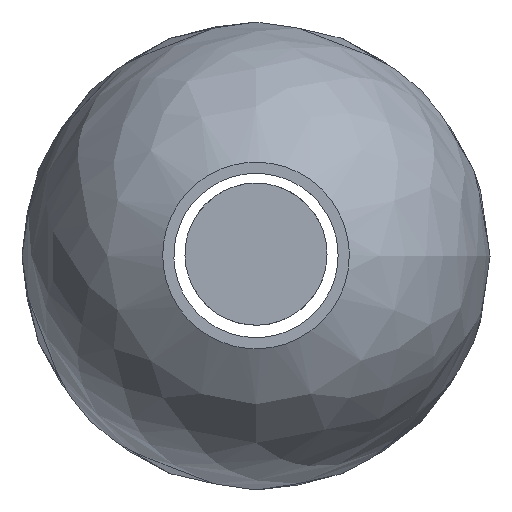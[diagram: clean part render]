
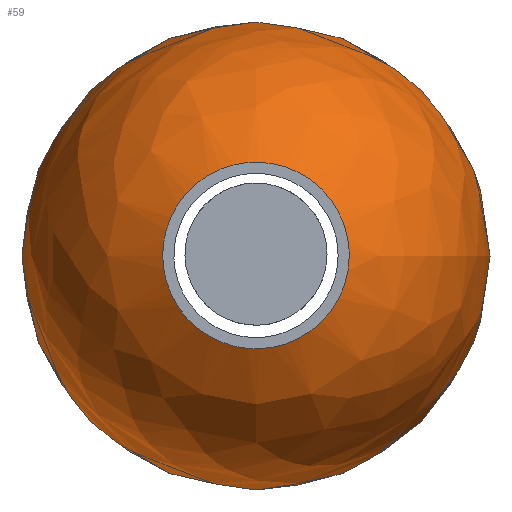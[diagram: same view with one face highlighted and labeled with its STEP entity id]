
A CAD part, top view. The second image highlights one B-rep face of the part: STEP entity #59.
In plain terms, the highlighted free-form (B-spline) face has degree [2, 3] with [9, 8] control points.
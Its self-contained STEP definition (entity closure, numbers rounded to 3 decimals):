
#12=B_SPLINE_CURVE_WITH_KNOTS('',3,(#697,#698,#699,#700,#701,#702,#703,
#704),.UNSPECIFIED.,.F.,.F.,(4,1,1,1,1,4),(971.841,972.841,
973.841,974.841,975.841,976.841),
 .UNSPECIFIED.);
#59=ADVANCED_FACE('',(#72),#183,.T.);
#72=FACE_OUTER_BOUND('',#85,.T.);
#85=EDGE_LOOP('',(#107,#108,#109,#110));
#107=ORIENTED_EDGE('',*,*,#150,.T.);
#108=ORIENTED_EDGE('',*,*,#141,.T.);
#109=ORIENTED_EDGE('',*,*,#139,.F.);
#110=ORIENTED_EDGE('',*,*,#141,.F.);
#139=EDGE_CURVE('',#170,#170,#159,.T.);
#141=EDGE_CURVE('',#171,#170,#12,.T.);
#150=EDGE_CURVE('',#171,#171,#164,.T.);
#159=(
BOUNDED_CURVE()
B_SPLINE_CURVE(2,(#686,#687,#688,#689,#690,#691,#692,#693,#694),
 .UNSPECIFIED.,.T.,.F.)
B_SPLINE_CURVE_WITH_KNOTS((3,2,2,2,3),(0.,279.936,559.872,
839.808,1119.744),.UNSPECIFIED.)
CURVE()
GEOMETRIC_REPRESENTATION_ITEM()
RATIONAL_B_SPLINE_CURVE((1.,0.707,1.,0.707,1.,0.707,
1.,0.707,1.))
REPRESENTATION_ITEM('')
);
#164=(
BOUNDED_CURVE()
B_SPLINE_CURVE(2,(#768,#769,#770,#771,#772,#773,#774,#775,#776),
 .UNSPECIFIED.,.T.,.F.)
B_SPLINE_CURVE_WITH_KNOTS((3,2,2,2,3),(0.,279.936,559.872,
839.808,1119.744),.UNSPECIFIED.)
CURVE()
GEOMETRIC_REPRESENTATION_ITEM()
RATIONAL_B_SPLINE_CURVE((1.,0.707,1.,0.707,1.,0.707,
1.,0.707,1.))
REPRESENTATION_ITEM('')
);
#170=VERTEX_POINT('',#680);
#171=VERTEX_POINT('',#681);
#183=(
BOUNDED_SURFACE()
B_SPLINE_SURFACE(2,3,((#347,#348,#349,#350,#351,#352,#353,#354),(#355,#356,
#357,#358,#359,#360,#361,#362),(#363,#364,#365,#366,#367,#368,#369,#370),
(#371,#372,#373,#374,#375,#376,#377,#378),(#379,#380,#381,#382,#383,#384,
#385,#386),(#387,#388,#389,#390,#391,#392,#393,#394),(#395,#396,#397,#398,
#399,#400,#401,#402),(#403,#404,#405,#406,#407,#408,#409,#410),(#411,#412,
#413,#414,#415,#416,#417,#418)),.UNSPECIFIED.,.T.,.F.,.F.)
B_SPLINE_SURFACE_WITH_KNOTS((3,2,2,2,3),(4,1,1,1,1,4),(0.,279.936,
559.872,839.808,1119.744),(971.841,972.841,
973.841,974.841,975.841,976.841),
 .UNSPECIFIED.)
GEOMETRIC_REPRESENTATION_ITEM()
RATIONAL_B_SPLINE_SURFACE(((1.,1.,1.,1.,1.,1.,1.,1.),(0.707,
0.707,0.707,0.707,0.707,
0.707,0.707,0.707),(1.,1.,1.,1.,1.,
1.,1.,1.),(0.707,0.707,0.707,0.707,
0.707,0.707,0.707,0.707),
(1.,1.,1.,1.,1.,1.,1.,1.),(0.707,0.707,0.707,
0.707,0.707,0.707,0.707,
0.707),(1.,1.,1.,1.,1.,1.,1.,1.),(0.707,0.707,
0.707,0.707,0.707,0.707,
0.707,0.707),(1.,1.,1.,1.,1.,1.,1.,1.)))
REPRESENTATION_ITEM('')
SURFACE()
);
#347=CARTESIAN_POINT('',(75.033,0.,411.8));
#348=CARTESIAN_POINT('',(109.711,0.,397.115));
#349=CARTESIAN_POINT('',(158.704,0.,349.545));
#350=CARTESIAN_POINT('',(183.772,0.,264.332));
#351=CARTESIAN_POINT('',(190.052,0.,174.72));
#352=CARTESIAN_POINT('',(185.175,0.,86.742));
#353=CARTESIAN_POINT('',(175.654,0.,28.615));
#354=CARTESIAN_POINT('',(168.996,0.,0.));
#355=CARTESIAN_POINT('',(75.033,-75.033,411.8));
#356=CARTESIAN_POINT('',(109.711,-109.711,397.115));
#357=CARTESIAN_POINT('',(158.704,-158.704,349.545));
#358=CARTESIAN_POINT('',(183.772,-183.772,264.332));
#359=CARTESIAN_POINT('',(190.052,-190.052,174.72));
#360=CARTESIAN_POINT('',(185.175,-185.175,86.742));
#361=CARTESIAN_POINT('',(175.654,-175.654,28.615));
#362=CARTESIAN_POINT('',(168.996,-168.996,0.));
#363=CARTESIAN_POINT('',(0.,-75.033,411.8));
#364=CARTESIAN_POINT('',(0.,-109.711,397.115));
#365=CARTESIAN_POINT('',(0.,-158.704,349.545));
#366=CARTESIAN_POINT('',(0.,-183.772,264.332));
#367=CARTESIAN_POINT('',(0.,-190.052,174.72));
#368=CARTESIAN_POINT('',(0.,-185.175,86.742));
#369=CARTESIAN_POINT('',(0.,-175.654,28.615));
#370=CARTESIAN_POINT('',(0.,-168.996,0.));
#371=CARTESIAN_POINT('',(-75.033,-75.033,411.8));
#372=CARTESIAN_POINT('',(-109.711,-109.711,397.115));
#373=CARTESIAN_POINT('',(-158.704,-158.704,349.545));
#374=CARTESIAN_POINT('',(-183.772,-183.772,264.332));
#375=CARTESIAN_POINT('',(-190.052,-190.052,174.72));
#376=CARTESIAN_POINT('',(-185.175,-185.175,86.742));
#377=CARTESIAN_POINT('',(-175.654,-175.654,28.615));
#378=CARTESIAN_POINT('',(-168.996,-168.996,0.));
#379=CARTESIAN_POINT('',(-75.033,0.,411.8));
#380=CARTESIAN_POINT('',(-109.711,0.,397.115));
#381=CARTESIAN_POINT('',(-158.704,0.,349.545));
#382=CARTESIAN_POINT('',(-183.772,0.,264.332));
#383=CARTESIAN_POINT('',(-190.052,0.,174.72));
#384=CARTESIAN_POINT('',(-185.175,0.,86.742));
#385=CARTESIAN_POINT('',(-175.654,0.,28.615));
#386=CARTESIAN_POINT('',(-168.996,0.,0.));
#387=CARTESIAN_POINT('',(-75.033,75.033,411.8));
#388=CARTESIAN_POINT('',(-109.711,109.711,397.115));
#389=CARTESIAN_POINT('',(-158.704,158.704,349.545));
#390=CARTESIAN_POINT('',(-183.772,183.772,264.332));
#391=CARTESIAN_POINT('',(-190.052,190.052,174.72));
#392=CARTESIAN_POINT('',(-185.175,185.175,86.742));
#393=CARTESIAN_POINT('',(-175.654,175.654,28.615));
#394=CARTESIAN_POINT('',(-168.996,168.996,0.));
#395=CARTESIAN_POINT('',(0.,75.033,411.8));
#396=CARTESIAN_POINT('',(0.,109.711,397.115));
#397=CARTESIAN_POINT('',(0.,158.704,349.545));
#398=CARTESIAN_POINT('',(0.,183.772,264.332));
#399=CARTESIAN_POINT('',(0.,190.052,174.72));
#400=CARTESIAN_POINT('',(0.,185.175,86.742));
#401=CARTESIAN_POINT('',(0.,175.654,28.615));
#402=CARTESIAN_POINT('',(0.,168.996,0.));
#403=CARTESIAN_POINT('',(75.033,75.033,411.8));
#404=CARTESIAN_POINT('',(109.711,109.711,397.115));
#405=CARTESIAN_POINT('',(158.704,158.704,349.545));
#406=CARTESIAN_POINT('',(183.772,183.772,264.332));
#407=CARTESIAN_POINT('',(190.052,190.052,174.72));
#408=CARTESIAN_POINT('',(185.175,185.175,86.742));
#409=CARTESIAN_POINT('',(175.654,175.654,28.615));
#410=CARTESIAN_POINT('',(168.996,168.996,0.));
#411=CARTESIAN_POINT('',(75.033,0.,411.8));
#412=CARTESIAN_POINT('',(109.711,0.,397.115));
#413=CARTESIAN_POINT('',(158.704,0.,349.545));
#414=CARTESIAN_POINT('',(183.772,0.,264.332));
#415=CARTESIAN_POINT('',(190.052,0.,174.72));
#416=CARTESIAN_POINT('',(185.175,0.,86.742));
#417=CARTESIAN_POINT('',(175.654,0.,28.615));
#418=CARTESIAN_POINT('',(168.996,0.,0.));
#680=CARTESIAN_POINT('',(168.996,0.,0.));
#681=CARTESIAN_POINT('',(75.033,0.,411.8));
#686=CARTESIAN_POINT('',(168.996,0.,0.));
#687=CARTESIAN_POINT('',(168.996,-168.996,0.));
#688=CARTESIAN_POINT('',(0.,-168.996,0.));
#689=CARTESIAN_POINT('',(-168.996,-168.996,0.));
#690=CARTESIAN_POINT('',(-168.996,0.,0.));
#691=CARTESIAN_POINT('',(-168.996,168.996,0.));
#692=CARTESIAN_POINT('',(0.,168.996,0.));
#693=CARTESIAN_POINT('',(168.996,168.996,0.));
#694=CARTESIAN_POINT('',(168.996,0.,0.));
#697=CARTESIAN_POINT('',(75.033,0.,411.8));
#698=CARTESIAN_POINT('',(109.711,0.,397.115));
#699=CARTESIAN_POINT('',(158.704,0.,349.545));
#700=CARTESIAN_POINT('',(183.772,0.,264.332));
#701=CARTESIAN_POINT('',(190.052,0.,174.72));
#702=CARTESIAN_POINT('',(185.175,0.,86.742));
#703=CARTESIAN_POINT('',(175.654,0.,28.615));
#704=CARTESIAN_POINT('',(168.996,0.,0.));
#768=CARTESIAN_POINT('',(75.033,0.,411.8));
#769=CARTESIAN_POINT('',(75.033,-75.033,411.8));
#770=CARTESIAN_POINT('',(0.,-75.033,411.8));
#771=CARTESIAN_POINT('',(-75.033,-75.033,411.8));
#772=CARTESIAN_POINT('',(-75.033,0.,411.8));
#773=CARTESIAN_POINT('',(-75.033,75.033,411.8));
#774=CARTESIAN_POINT('',(0.,75.033,411.8));
#775=CARTESIAN_POINT('',(75.033,75.033,411.8));
#776=CARTESIAN_POINT('',(75.033,0.,411.8));
